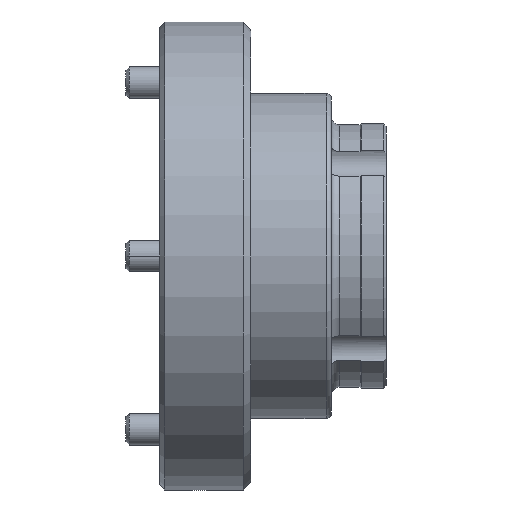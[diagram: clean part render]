
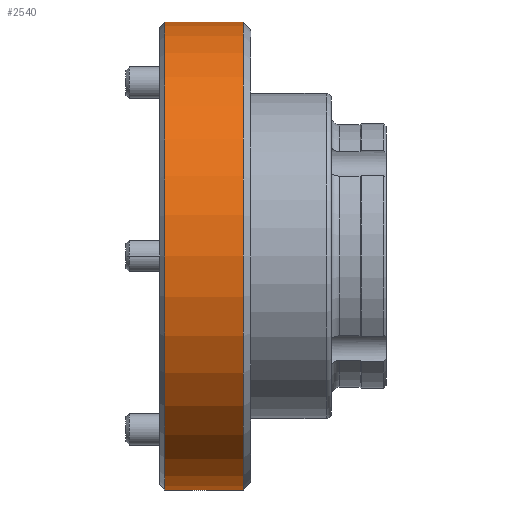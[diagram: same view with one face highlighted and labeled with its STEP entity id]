
A CAD part, front view. The second image highlights one B-rep face of the part: STEP entity #2540.
In plain terms, the highlighted cylindrical face has radius 90 mm (diameter 180 mm), a partial arc.
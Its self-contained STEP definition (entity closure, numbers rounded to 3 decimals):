
#71 = VECTOR ( 'NONE', #2119, 1000. ) ;
#194 = DIRECTION ( 'NONE',  ( 0., 0., -1. ) ) ;
#212 = EDGE_CURVE ( 'NONE', #2759, #2880, #6569, .T. ) ;
#307 = CARTESIAN_POINT ( 'NONE',  ( 100.662, 0., -90. ) ) ;
#456 = AXIS2_PLACEMENT_3D ( 'NONE', #3211, #7471, #194 ) ;
#688 = CARTESIAN_POINT ( 'NONE',  ( 2., 0., 0. ) ) ;
#790 = ORIENTED_EDGE ( 'NONE', *, *, #4557, .T. ) ;
#833 = CARTESIAN_POINT ( 'NONE',  ( 2., 0., 90. ) ) ;
#859 = LINE ( 'NONE', #7408, #7132 ) ;
#1187 = EDGE_CURVE ( 'NONE', #6781, #2880, #859, .T. ) ;
#1300 = DIRECTION ( 'NONE',  ( 0., 0., 1. ) ) ;
#1322 = DIRECTION ( 'NONE',  ( 1., 0., 0. ) ) ;
#1768 = CYLINDRICAL_SURFACE ( 'NONE', #456, 90. ) ;
#2065 = DIRECTION ( 'NONE',  ( 0., 0., -1. ) ) ;
#2068 = AXIS2_PLACEMENT_3D ( 'NONE', #688, #4908, #1300 ) ;
#2119 = DIRECTION ( 'NONE',  ( 1., 0., 0. ) ) ;
#2374 = ORIENTED_EDGE ( 'NONE', *, *, #1187, .F. ) ;
#2519 = ORIENTED_EDGE ( 'NONE', *, *, #212, .T. ) ;
#2540 = ADVANCED_FACE ( 'NONE', ( #4133 ), #1768, .T. ) ;
#2545 = EDGE_LOOP ( 'NONE', ( #2374, #790, #2763, #2519 ) ) ;
#2759 = VERTEX_POINT ( 'NONE', #5237 ) ;
#2763 = ORIENTED_EDGE ( 'NONE', *, *, #4816, .T. ) ;
#2880 = VERTEX_POINT ( 'NONE', #7843 ) ;
#3211 = CARTESIAN_POINT ( 'NONE',  ( 100.662, 0., 0. ) ) ;
#3757 = CIRCLE ( 'NONE', #2068, 90. ) ;
#4133 = FACE_OUTER_BOUND ( 'NONE', #2545, .T. ) ;
#4557 = EDGE_CURVE ( 'NONE', #6781, #6766, #3757, .T. ) ;
#4816 = EDGE_CURVE ( 'NONE', #6766, #2759, #5074, .T. ) ;
#4908 = DIRECTION ( 'NONE',  ( 1., 0., 0. ) ) ;
#5074 = LINE ( 'NONE', #307, #71 ) ;
#5237 = CARTESIAN_POINT ( 'NONE',  ( 32., 0., -90. ) ) ;
#5450 = AXIS2_PLACEMENT_3D ( 'NONE', #6931, #6290, #2065 ) ;
#5646 = CARTESIAN_POINT ( 'NONE',  ( 2., 0., -90. ) ) ;
#6290 = DIRECTION ( 'NONE',  ( -1., 0., 0. ) ) ;
#6569 = CIRCLE ( 'NONE', #5450, 90. ) ;
#6766 = VERTEX_POINT ( 'NONE', #5646 ) ;
#6781 = VERTEX_POINT ( 'NONE', #833 ) ;
#6931 = CARTESIAN_POINT ( 'NONE',  ( 32., 0., 0. ) ) ;
#7132 = VECTOR ( 'NONE', #1322, 1000. ) ;
#7408 = CARTESIAN_POINT ( 'NONE',  ( 100.662, 0., 90. ) ) ;
#7471 = DIRECTION ( 'NONE',  ( 1., 0., 0. ) ) ;
#7843 = CARTESIAN_POINT ( 'NONE',  ( 32., 0., 90. ) ) ;
